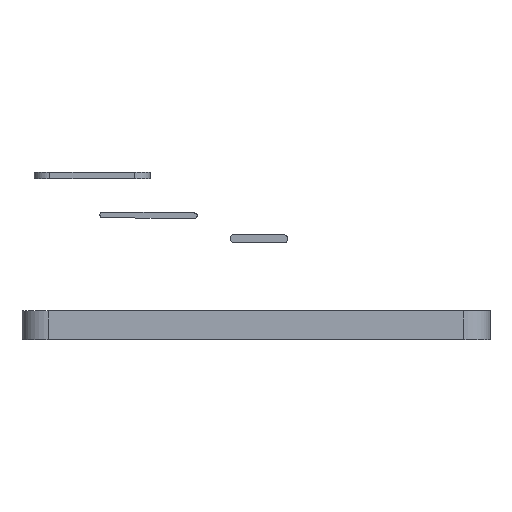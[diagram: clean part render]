
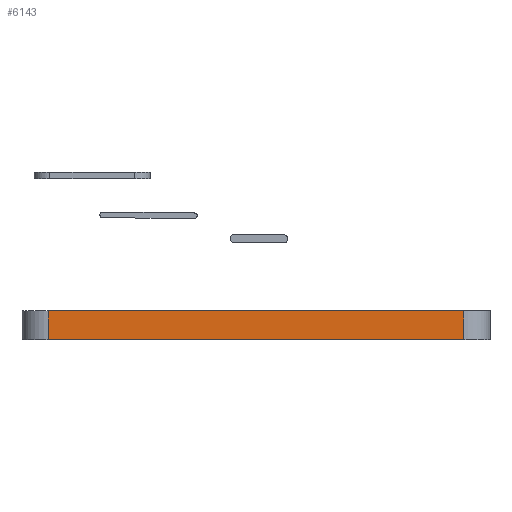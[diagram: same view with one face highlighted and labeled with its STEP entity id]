
A CAD part, left-side view. The second image highlights one B-rep face of the part: STEP entity #6143.
In plain terms, the highlighted planar face has unit normal (-1, 0, 0).
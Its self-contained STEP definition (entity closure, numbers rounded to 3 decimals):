
#341 = VERTEX_POINT ( 'NONE', #2274 ) ;
#780 = CARTESIAN_POINT ( 'NONE',  ( -20.43, 0., 5.5 ) ) ;
#1014 = LINE ( 'NONE', #780, #10097 ) ;
#1298 = DIRECTION ( 'NONE',  ( 1., 0., 0. ) ) ;
#1428 = PLANE ( 'NONE',  #2007 ) ;
#1839 = LINE ( 'NONE', #6309, #4023 ) ;
#2007 = AXIS2_PLACEMENT_3D ( 'NONE', #11620, #1298, #11436 ) ;
#2274 = CARTESIAN_POINT ( 'NONE',  ( -20.43, -39.67, 0. ) ) ;
#2276 = FACE_OUTER_BOUND ( 'NONE', #8414, .T. ) ;
#2871 = LINE ( 'NONE', #6443, #8008 ) ;
#3100 = EDGE_CURVE ( 'NONE', #5188, #341, #1839, .T. ) ;
#3719 = DIRECTION ( 'NONE',  ( 0., 0., -1. ) ) ;
#3808 = LINE ( 'NONE', #5750, #11242 ) ;
#4023 = VECTOR ( 'NONE', #7287, 1000. ) ;
#5188 = VERTEX_POINT ( 'NONE', #10987 ) ;
#5361 = EDGE_CURVE ( 'NONE', #6399, #5188, #3808, .T. ) ;
#5522 = CARTESIAN_POINT ( 'NONE',  ( -20.43, 39.67, 5.5 ) ) ;
#5750 = CARTESIAN_POINT ( 'NONE',  ( -20.43, 39.67, 3.5 ) ) ;
#6143 = ADVANCED_FACE ( 'NONE', ( #2276 ), #1428, .F. ) ;
#6309 = CARTESIAN_POINT ( 'NONE',  ( -20.43, -39.67, 0. ) ) ;
#6399 = VERTEX_POINT ( 'NONE', #5522 ) ;
#6443 = CARTESIAN_POINT ( 'NONE',  ( -20.43, -39.67, 3.5 ) ) ;
#6957 = ORIENTED_EDGE ( 'NONE', *, *, #5361, .T. ) ;
#7287 = DIRECTION ( 'NONE',  ( 0., -1., 0. ) ) ;
#7482 = DIRECTION ( 'NONE',  ( 0., -1., 0. ) ) ;
#7686 = DIRECTION ( 'NONE',  ( 0., 0., -1. ) ) ;
#7704 = EDGE_CURVE ( 'NONE', #6399, #9146, #1014, .T. ) ;
#7981 = CARTESIAN_POINT ( 'NONE',  ( -20.43, -39.67, 5.5 ) ) ;
#8008 = VECTOR ( 'NONE', #3719, 1000. ) ;
#8414 = EDGE_LOOP ( 'NONE', ( #10587, #8675, #9378, #6957 ) ) ;
#8675 = ORIENTED_EDGE ( 'NONE', *, *, #11315, .F. ) ;
#9146 = VERTEX_POINT ( 'NONE', #7981 ) ;
#9378 = ORIENTED_EDGE ( 'NONE', *, *, #7704, .F. ) ;
#10097 = VECTOR ( 'NONE', #7482, 1000. ) ;
#10587 = ORIENTED_EDGE ( 'NONE', *, *, #3100, .T. ) ;
#10987 = CARTESIAN_POINT ( 'NONE',  ( -20.43, 39.67, 0. ) ) ;
#11242 = VECTOR ( 'NONE', #7686, 1000. ) ;
#11315 = EDGE_CURVE ( 'NONE', #9146, #341, #2871, .T. ) ;
#11436 = DIRECTION ( 'NONE',  ( 0., 0., -1. ) ) ;
#11620 = CARTESIAN_POINT ( 'NONE',  ( -20.43, -39.67, 3.5 ) ) ;
